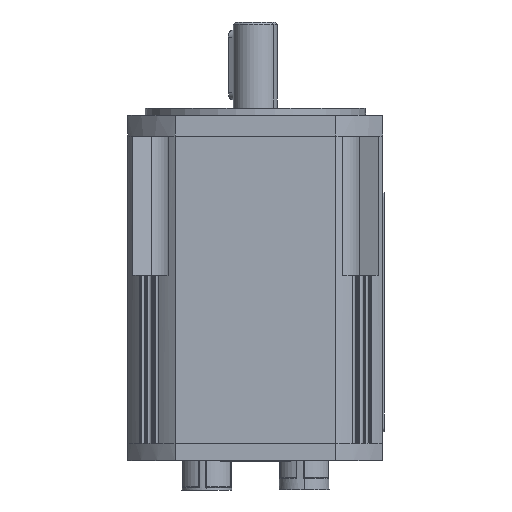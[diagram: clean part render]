
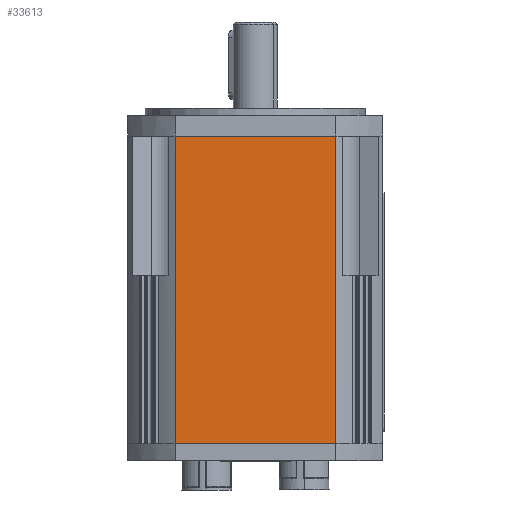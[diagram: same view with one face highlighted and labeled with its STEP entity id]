
A CAD part, front view. The second image highlights one B-rep face of the part: STEP entity #33613.
In plain terms, the highlighted planar face has unit normal (0, -1, 0).
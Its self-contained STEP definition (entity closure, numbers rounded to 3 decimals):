
#29187=CARTESIAN_POINT('',(34.641,-55.0,0.0));
#29188=VERTEX_POINT('',#29187);
#29220=CARTESIAN_POINT('',(-34.641,-55.0,0.0));
#29221=VERTEX_POINT('',#29220);
#29222=CARTESIAN_POINT('',(-34.641,-55.0,0.0));
#29223=DIRECTION('',(1.0,0.0,0.0));
#29224=VECTOR('',#29223,69.282);
#29225=LINE('',#29222,#29224);
#29226=EDGE_CURVE('',#29221,#29188,#29225,.T.);
#30907=CARTESIAN_POINT('',(34.641,-55.0,132.5));
#30908=VERTEX_POINT('',#30907);
#30940=CARTESIAN_POINT('',(-34.641,-55.0,132.5));
#30941=VERTEX_POINT('',#30940);
#30948=CARTESIAN_POINT('',(34.641,-55.0,132.5));
#30949=DIRECTION('',(-1.0,0.0,0.0));
#30950=VECTOR('',#30949,69.282);
#30951=LINE('',#30948,#30950);
#30952=EDGE_CURVE('',#30908,#30941,#30951,.T.);
#32818=CARTESIAN_POINT('',(34.641,-55.0,0.0));
#32819=DIRECTION('',(0.0,0.0,1.0));
#32820=VECTOR('',#32819,132.5);
#32821=LINE('',#32818,#32820);
#32822=EDGE_CURVE('',#29188,#30908,#32821,.T.);
#33597=CARTESIAN_POINT('',(34.641,-55.0,0.0));
#33598=DIRECTION('',(0.0,-1.0,0.0));
#33599=DIRECTION('',(0.0,0.0,-1.0));
#33600=AXIS2_PLACEMENT_3D('',#33597,#33598,#33599);
#33601=PLANE('',#33600);
#33602=ORIENTED_EDGE('',*,*,#30952,.T.);
#33603=CARTESIAN_POINT('',(-34.641,-55.0,0.0));
#33604=DIRECTION('',(0.0,0.0,1.0));
#33605=VECTOR('',#33604,132.5);
#33606=LINE('',#33603,#33605);
#33607=EDGE_CURVE('',#29221,#30941,#33606,.T.);
#33608=ORIENTED_EDGE('',*,*,#33607,.F.);
#33609=ORIENTED_EDGE('',*,*,#29226,.T.);
#33610=ORIENTED_EDGE('',*,*,#32822,.T.);
#33611=EDGE_LOOP('',(#33602,#33608,#33609,#33610));
#33612=FACE_OUTER_BOUND('',#33611,.T.);
#33613=ADVANCED_FACE('',(#33612),#33601,.T.);
